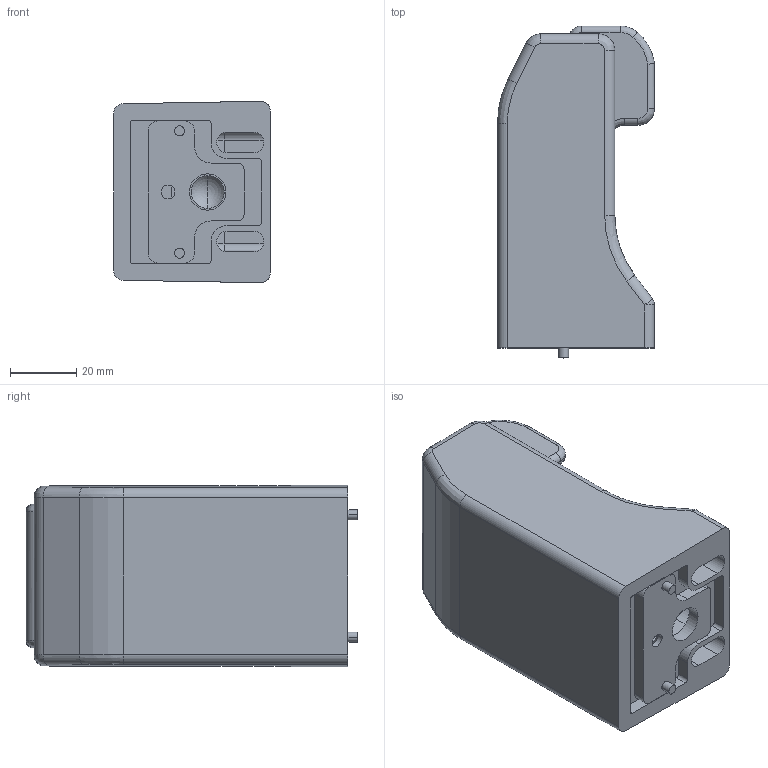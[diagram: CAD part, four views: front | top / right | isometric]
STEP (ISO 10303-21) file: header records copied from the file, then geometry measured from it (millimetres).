
FILE_DESCRIPTION (( 'STEP AP203' ), '1' );
FILE_NAME ('FA-740S-2.STEP', '2020-02-18T05:15:15', ( '' ), ( '' ), 'SwSTEP 2.0', 'SolidWorks 2018', '' );
FILE_SCHEMA (( 'CONFIG_CONTROL_DESIGN' ));
Length unit declared in the file: millimetre
Products named in the file (6): FA-740S-2_調整座; FA-740S-2_十字穴付小ねじ_内径基準ver1.02_M6x15十字穴付なべ小ねじ(鉄)SWシングルセムス(P2); FA-740S-2_高受台座; FA-740S-2_高受フック; FA-740S-2_六角袋ﾅｯﾄM10（3種）; FA-740S-2
Assembly tree (6 placements, depth 2):
  FA-740S-2
    FA-740S-2_高受台座
    FA-740S-2_高受フック
    FA-740S-2_調整座
    FA-740S-2_十字穴付小ねじ_内径基準ver1.02_M6x15十字穴付なべ小ねじ(鉄)SWシングルセムス(P2)  x2
    FA-740S-2_六角袋ﾅｯﾄM10（3種）
Bounding box: 47.5 x 100.4 x 54.89 mm (x, y, z)
Volume: 122892.2 mm3; surface area: 48054.3 mm2
Topology: 6 solids, 6 shells, 442 faces, 1129 edges, 696 vertices
Faces by surface type: cylinder 180, plane 164, bspline 42, cone 26, torus 22, sphere 8
Entity records: 13503 total; most frequent: CARTESIAN_POINT 3578, ORIENTED_EDGE 1994, DIRECTION 1935, EDGE_CURVE 997, AXIS2_PLACEMENT_3D 713, VERTEX_POINT 620, VECTOR 509, LINE 509
